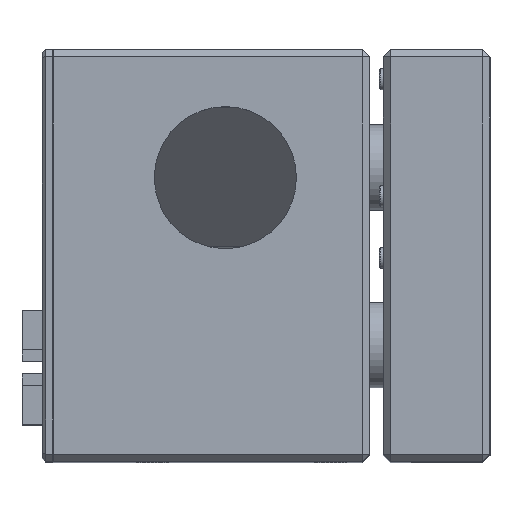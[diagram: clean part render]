
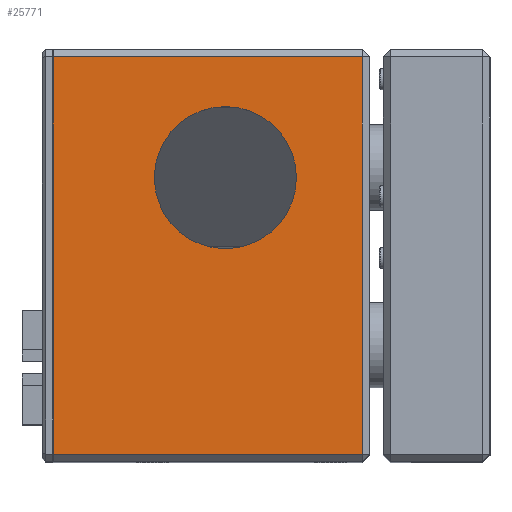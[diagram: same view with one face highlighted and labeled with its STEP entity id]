
A CAD part, top view. The second image highlights one B-rep face of the part: STEP entity #25771.
In plain terms, the highlighted planar face has unit normal (0, 0, 1).
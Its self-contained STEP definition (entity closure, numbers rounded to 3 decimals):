
#1498=FACE_BOUND('',#4542,.T.);
#1821=CIRCLE('',#27655,10.);
#3022=FACE_OUTER_BOUND('',#4541,.T.);
#4541=EDGE_LOOP('',(#20989,#20990,#20991,#20992));
#4542=EDGE_LOOP('',(#20993));
#6972=LINE('',#40849,#9769);
#6975=LINE('',#40855,#9772);
#7005=LINE('',#40983,#9802);
#7012=LINE('',#41000,#9809);
#9769=VECTOR('',#32580,10.);
#9772=VECTOR('',#32585,10.);
#9802=VECTOR('',#32719,10.);
#9809=VECTOR('',#32742,10.);
#12121=VERTEX_POINT('',#40812);
#12125=VERTEX_POINT('',#40826);
#12132=VERTEX_POINT('',#40848);
#12134=VERTEX_POINT('',#40854);
#12171=VERTEX_POINT('',#41001);
#15196=EDGE_CURVE('',#12121,#12132,#6972,.T.);
#15199=EDGE_CURVE('',#12125,#12134,#6975,.T.);
#15258=EDGE_CURVE('',#12121,#12125,#7005,.T.);
#15267=EDGE_CURVE('',#12134,#12132,#7012,.T.);
#15268=EDGE_CURVE('',#12171,#12171,#1821,.T.);
#20989=ORIENTED_EDGE('',*,*,#15199,.F.);
#20990=ORIENTED_EDGE('',*,*,#15258,.F.);
#20991=ORIENTED_EDGE('',*,*,#15196,.T.);
#20992=ORIENTED_EDGE('',*,*,#15267,.F.);
#20993=ORIENTED_EDGE('',*,*,#15268,.F.);
#24623=PLANE('',#27654);
#25771=ADVANCED_FACE('',(#3022,#1498),#24623,.T.);
#27654=AXIS2_PLACEMENT_3D('',#40999,#32740,#32741);
#27655=AXIS2_PLACEMENT_3D('',#41002,#32743,#32744);
#32580=DIRECTION('',(-1.,0.,0.));
#32585=DIRECTION('',(-1.,0.,0.));
#32719=DIRECTION('',(0.,-1.,0.));
#32740=DIRECTION('center_axis',(0.,0.,
1.));
#32741=DIRECTION('ref_axis',(1.,0.,0.));
#32742=DIRECTION('',(0.,1.,0.));
#32743=DIRECTION('center_axis',(0.,0.,
1.));
#32744=DIRECTION('ref_axis',(-1.,0.,0.));
#40812=CARTESIAN_POINT('',(8.969,43.405,2.684));
#40826=CARTESIAN_POINT('',(8.969,-12.595,2.684));
#40848=CARTESIAN_POINT('',(-34.531,43.405,2.684));
#40849=CARTESIAN_POINT('',(-26.031,43.405,2.684));
#40854=CARTESIAN_POINT('',(-34.531,-12.595,2.684));
#40855=CARTESIAN_POINT('',(-26.031,-12.595,2.684));
#40983=CARTESIAN_POINT('',(8.969,0.905,2.684));
#40999=CARTESIAN_POINT('Origin',(-8.031,15.405,2.684));
#41000=CARTESIAN_POINT('',(-34.531,29.905,2.684));
#41001=CARTESIAN_POINT('',(-0.281,26.405,2.684));
#41002=CARTESIAN_POINT('Origin',(-10.281,26.405,2.684));
